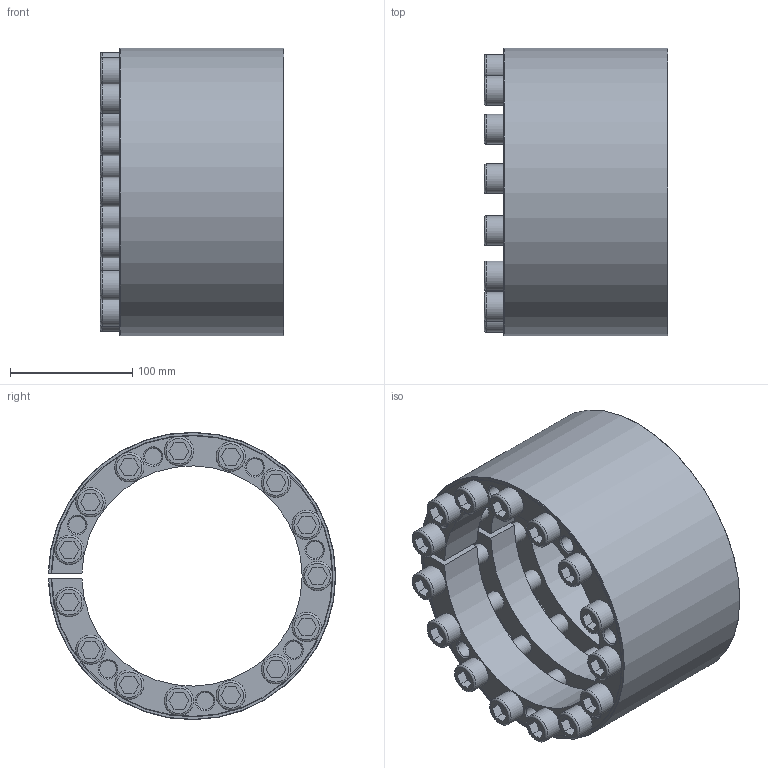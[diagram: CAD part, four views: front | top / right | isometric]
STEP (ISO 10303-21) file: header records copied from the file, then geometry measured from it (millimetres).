
FILE_DESCRIPTION(/* description */ ('STEP AP214'),/* implementation_level */ '2;1');
FILE_NAME(/* name */ 'KLEE180',/* time_stamp */ '2024-05-23T14:14:12+02:00',/* author */ ('License CC BY-ND 4.0'),/* organization */ ('CADENAS'),/* preprocessor_version */ 'ST-DEVELOPER v19.3',/* originating_system */ 'PARTsolutions',/* authorisation */ ' ');
FILE_SCHEMA (('AUTOMOTIVE_DESIGN {1 0 10303 214 3 1 1}'));
Length unit declared in the file: millimetre
Products named in the file (6): KLEE180; KLEE180_threaded_KLEE; KLEE180_outer; KLEE180_threaded_KLEE2; KLEE180_nothread; 252_KLEE
Assembly tree (20 placements, depth 2):
  KLEE180
    KLEE180_threaded_KLEE
    KLEE180_outer
    KLEE180_threaded_KLEE2
    KLEE180_nothread
    252_KLEE  x16
Bounding box: 150 x 234.98 x 234.99 mm (x, y, z)
Volume: 2121586 mm3; surface area: 580303.9 mm2
Topology: 19 solids, 19 shells, 392 faces, 842 edges, 521 vertices
Faces by surface type: plane 174, cylinder 88, cone 80, torus 50
Full cylindrical faces by diameter (mm): 13.835 x37, 16 x16, 16.8 x15, 24 x16
Entity records: 4005 total; most frequent: DIRECTION 708, CARTESIAN_POINT 629, ORIENTED_EDGE 458, EDGE_LOOP 346, FACE_BOUND 346, AXIS2_PLACEMENT_3D 333, EDGE_CURVE 229, VERTEX_POINT 205
